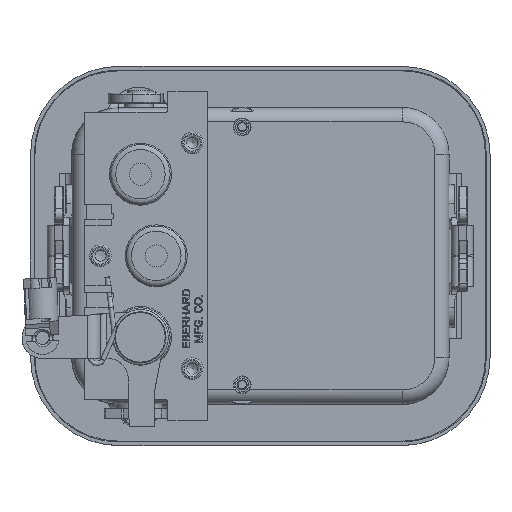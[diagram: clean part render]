
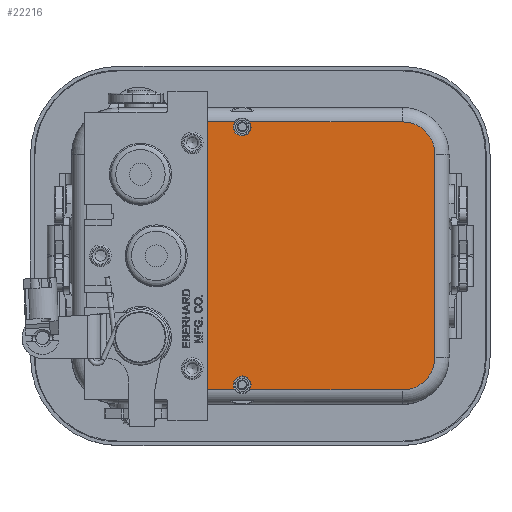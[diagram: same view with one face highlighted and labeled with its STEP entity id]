
A CAD part, top view. The second image highlights one B-rep face of the part: STEP entity #22216.
In plain terms, the highlighted planar face has unit normal (0, 0, 1).
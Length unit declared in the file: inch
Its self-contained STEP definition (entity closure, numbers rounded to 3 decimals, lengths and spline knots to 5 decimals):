
#319=PLANE('',#23706);
#971=LINE('',#33685,#2572);
#974=LINE('',#33722,#2575);
#975=LINE('',#33741,#2576);
#998=LINE('',#34013,#2599);
#999=LINE('',#34014,#2600);
#1000=LINE('',#34015,#2601);
#2572=VECTOR('',#26606,2.48066);
#2575=VECTOR('',#26619,1.43176);
#2576=VECTOR('',#26620,1.87977);
#2599=VECTOR('',#26703,0.3937);
#2600=VECTOR('',#26704,1.43175);
#2601=VECTOR('',#26705,0.3937);
#4411=B_SPLINE_CURVE_WITH_KNOTS('',5,(#33692,#33693,#33694,#33695,#33696,
#33697,#33698,#33699,#33700,#33701,#33702,#33703,#33704,#33705,#33706,#33707,
#33708,#33709,#33710,#33711,#33712,#33713,#33714,#33715),.UNSPECIFIED.,
 .F.,.F.,(6,3,3,3,3,3,3,6),(0.,2.18439,5.46781,9.84617,
13.1445,18.6476,20.82897,22.34533),.UNSPECIFIED.);
#4422=B_SPLINE_CURVE_WITH_KNOTS('',5,(#33981,#33982,#33983,#33984,#33985,
#33986,#33987,#33988,#33989,#33990,#33991,#33992,#33993,#33994,#33995,#33996,
#33997,#33998,#33999,#34000,#34001,#34002,#34003,#34004,#34005,#34006,#34007),
 .UNSPECIFIED.,.F.,.F.,(6,3,3,3,3,3,3,3,6),(0.,2.18199,4.36889,
7.66358,10.95522,15.34552,17.53825,21.91418,22.34346),
 .UNSPECIFIED.);
#4948=FACE_OUTER_BOUND('',#6223,.T.);
#6223=EDGE_LOOP('',(#14906,#14907,#14908,#14909,#14910,#14911,#14912,#14913,
#14914,#14915,#14916));
#7675=CIRCLE('',#23701,0.09843);
#7676=CIRCLE('',#23702,0.09843);
#7679=CIRCLE('',#23707,0.09843);
#8978=VERTEX_POINT('',#33682);
#8979=VERTEX_POINT('',#33684);
#8981=VERTEX_POINT('',#33690);
#8983=VERTEX_POINT('',#33719);
#8984=VERTEX_POINT('',#33721);
#8986=VERTEX_POINT('',#33732);
#9021=VERTEX_POINT('',#33956);
#9022=VERTEX_POINT('',#33958);
#9024=VERTEX_POINT('',#33969);
#9025=VERTEX_POINT('',#33980);
#9027=VERTEX_POINT('',#34012);
#11210=EDGE_CURVE('',#8978,#8979,#971,.T.);
#11214=EDGE_CURVE('',#8981,#8978,#4411,.T.);
#11217=EDGE_CURVE('',#8983,#8984,#974,.T.);
#11220=EDGE_CURVE('',#8986,#8981,#975,.T.);
#11265=EDGE_CURVE('',#9022,#9021,#7675,.T.);
#11268=EDGE_CURVE('',#9021,#9024,#7676,.T.);
#11269=EDGE_CURVE('',#8979,#9025,#4422,.T.);
#11272=EDGE_CURVE('',#8983,#9027,#998,.T.);
#11273=EDGE_CURVE('',#9022,#9027,#999,.T.);
#11274=EDGE_CURVE('',#9025,#9024,#1000,.T.);
#11275=EDGE_CURVE('',#8986,#8984,#7679,.T.);
#14906=ORIENTED_EDGE('',*,*,#11272,.T.);
#14907=ORIENTED_EDGE('',*,*,#11273,.F.);
#14908=ORIENTED_EDGE('',*,*,#11265,.T.);
#14909=ORIENTED_EDGE('',*,*,#11268,.T.);
#14910=ORIENTED_EDGE('',*,*,#11274,.F.);
#14911=ORIENTED_EDGE('',*,*,#11269,.F.);
#14912=ORIENTED_EDGE('',*,*,#11210,.F.);
#14913=ORIENTED_EDGE('',*,*,#11214,.F.);
#14914=ORIENTED_EDGE('',*,*,#11220,.F.);
#14915=ORIENTED_EDGE('',*,*,#11275,.T.);
#14916=ORIENTED_EDGE('',*,*,#11217,.F.);
#22216=ADVANCED_FACE('',(#4948),#319,.F.);
#23701=AXIS2_PLACEMENT_3D('',#33959,#26691,#26692);
#23702=AXIS2_PLACEMENT_3D('',#33978,#26693,#26694);
#23706=AXIS2_PLACEMENT_3D('',#34011,#26701,#26702);
#23707=AXIS2_PLACEMENT_3D('',#34016,#26706,#26707);
#26606=DIRECTION('',(0.,-1.,0.));
#26619=DIRECTION('',(1.,0.,0.));
#26620=DIRECTION('',(1.,0.,0.));
#26691=DIRECTION('center_axis',(0.,0.,-1.));
#26692=DIRECTION('ref_axis',(1.,0.,0.));
#26693=DIRECTION('center_axis',(0.,0.,-1.));
#26694=DIRECTION('ref_axis',(1.,0.,0.));
#26701=DIRECTION('center_axis',(0.,0.,-1.));
#26702=DIRECTION('ref_axis',(-1.,0.,0.));
#26703=DIRECTION('',(0.,-1.,0.));
#26704=DIRECTION('',(-1.,0.,0.));
#26705=DIRECTION('',(-1.,0.,0.));
#26706=DIRECTION('center_axis',(0.,0.,-1.));
#26707=DIRECTION('ref_axis',(1.,0.,0.));
#33682=CARTESIAN_POINT('',(4.08249,1.24033,0.));
#33684=CARTESIAN_POINT('',(4.08249,-1.24033,0.));
#33685=CARTESIAN_POINT('',(4.08249,1.24033,0.));
#33690=CARTESIAN_POINT('',(3.68682,1.63591,0.));
#33692=CARTESIAN_POINT('Ctrl Pts',(3.68682,1.63591,0.));
#33693=CARTESIAN_POINT('Ctrl Pts',(3.69897,1.63591,0.));
#33694=CARTESIAN_POINT('Ctrl Pts',(3.71112,1.63547,0.));
#33695=CARTESIAN_POINT('Ctrl Pts',(3.72331,1.63456,0.));
#33696=CARTESIAN_POINT('Ctrl Pts',(3.75355,1.63111,0.));
#33697=CARTESIAN_POINT('Ctrl Pts',(3.78334,1.6247,0.));
#33698=CARTESIAN_POINT('Ctrl Pts',(3.80105,1.61978,0.));
#33699=CARTESIAN_POINT('Ctrl Pts',(3.84149,1.60606,0.));
#33700=CARTESIAN_POINT('Ctrl Pts',(3.8798,1.58707,0.));
#33701=CARTESIAN_POINT('Ctrl Pts',(3.90085,1.57448,0.));
#33702=CARTESIAN_POINT('Ctrl Pts',(3.9358,1.54971,0.));
#33703=CARTESIAN_POINT('Ctrl Pts',(3.96708,1.5205,0.));
#33704=CARTESIAN_POINT('Ctrl Pts',(3.9798,1.50718,0.));
#33705=CARTESIAN_POINT('Ctrl Pts',(4.01157,1.46981,0.));
#33706=CARTESIAN_POINT('Ctrl Pts',(4.03728,1.42786,0.));
#33707=CARTESIAN_POINT('Ctrl Pts',(4.0505,1.40051,0.));
#33708=CARTESIAN_POINT('Ctrl Pts',(4.0655,1.36026,0.));
#33709=CARTESIAN_POINT('Ctrl Pts',(4.07498,1.31854,0.));
#33710=CARTESIAN_POINT('Ctrl Pts',(4.07722,1.30654,0.));
#33711=CARTESIAN_POINT('Ctrl Pts',(4.0802,1.28617,0.));
#33712=CARTESIAN_POINT('Ctrl Pts',(4.08183,1.26566,0.));
#33713=CARTESIAN_POINT('Ctrl Pts',(4.08227,1.25721,0.));
#33714=CARTESIAN_POINT('Ctrl Pts',(4.08249,1.24877,0.));
#33715=CARTESIAN_POINT('Ctrl Pts',(4.08249,1.24033,0.));
#33719=CARTESIAN_POINT('',(1.30483,1.63583,0.));
#33721=CARTESIAN_POINT('',(1.6526,1.63583,0.));
#33722=CARTESIAN_POINT('',(0.22084,1.63583,0.));
#33732=CARTESIAN_POINT('',(1.80705,1.63583,0.));
#33741=CARTESIAN_POINT('',(1.80705,1.63583,0.));
#33956=CARTESIAN_POINT('',(1.72982,-1.47638,0.));
#33958=CARTESIAN_POINT('',(1.6526,-1.63583,0.));
#33959=CARTESIAN_POINT('Origin',(1.72982,-1.5748,0.));
#33969=CARTESIAN_POINT('',(1.80705,-1.63583,0.));
#33978=CARTESIAN_POINT('Origin',(1.72982,-1.5748,0.));
#33980=CARTESIAN_POINT('',(3.68682,-1.63591,0.));
#33981=CARTESIAN_POINT('Ctrl Pts',(4.08249,-1.24033,0.));
#33982=CARTESIAN_POINT('Ctrl Pts',(4.08249,-1.25248,0.));
#33983=CARTESIAN_POINT('Ctrl Pts',(4.08204,-1.26462,0.));
#33984=CARTESIAN_POINT('Ctrl Pts',(4.08111,-1.2768,0.));
#33985=CARTESIAN_POINT('Ctrl Pts',(4.07832,-1.30097,0.));
#33986=CARTESIAN_POINT('Ctrl Pts',(4.07365,-1.32485,0.));
#33987=CARTESIAN_POINT('Ctrl Pts',(4.07083,-1.33676,0.));
#33988=CARTESIAN_POINT('Ctrl Pts',(4.06268,-1.36618,0.));
#33989=CARTESIAN_POINT('Ctrl Pts',(4.05178,-1.39473,0.));
#33990=CARTESIAN_POINT('Ctrl Pts',(4.0443,-1.41143,0.));
#33991=CARTESIAN_POINT('Ctrl Pts',(4.02732,-1.44398,0.));
#33992=CARTESIAN_POINT('Ctrl Pts',(4.00667,-1.47435,0.));
#33993=CARTESIAN_POINT('Ctrl Pts',(3.9955,-1.48887,0.));
#33994=CARTESIAN_POINT('Ctrl Pts',(3.96748,-1.52126,0.));
#33995=CARTESIAN_POINT('Ctrl Pts',(3.93535,-1.54965,0.));
#33996=CARTESIAN_POINT('Ctrl Pts',(3.91584,-1.56439,0.));
#33997=CARTESIAN_POINT('Ctrl Pts',(3.88488,-1.58419,0.));
#33998=CARTESIAN_POINT('Ctrl Pts',(3.8519,-1.60022,0.));
#33999=CARTESIAN_POINT('Ctrl Pts',(3.84066,-1.60515,0.));
#34000=CARTESIAN_POINT('Ctrl Pts',(3.80662,-1.61856,0.));
#34001=CARTESIAN_POINT('Ctrl Pts',(3.7712,-1.62805,0.));
#34002=CARTESIAN_POINT('Ctrl Pts',(3.74739,-1.63251,0.));
#34003=CARTESIAN_POINT('Ctrl Pts',(3.72072,-1.63528,0.));
#34004=CARTESIAN_POINT('Ctrl Pts',(3.69398,-1.63586,0.));
#34005=CARTESIAN_POINT('Ctrl Pts',(3.6916,-1.6359,0.));
#34006=CARTESIAN_POINT('Ctrl Pts',(3.68921,-1.63591,0.));
#34007=CARTESIAN_POINT('Ctrl Pts',(3.68682,-1.63591,0.));
#34011=CARTESIAN_POINT('Origin',(0.,0.,0.));
#34012=CARTESIAN_POINT('',(1.30483,-1.63583,0.));
#34013=CARTESIAN_POINT('',(1.30483,-1.00394,0.));
#34014=CARTESIAN_POINT('',(1.6526,-1.63583,0.));
#34015=CARTESIAN_POINT('',(3.68682,-1.63591,0.));
#34016=CARTESIAN_POINT('Origin',(1.72982,1.5748,0.));
